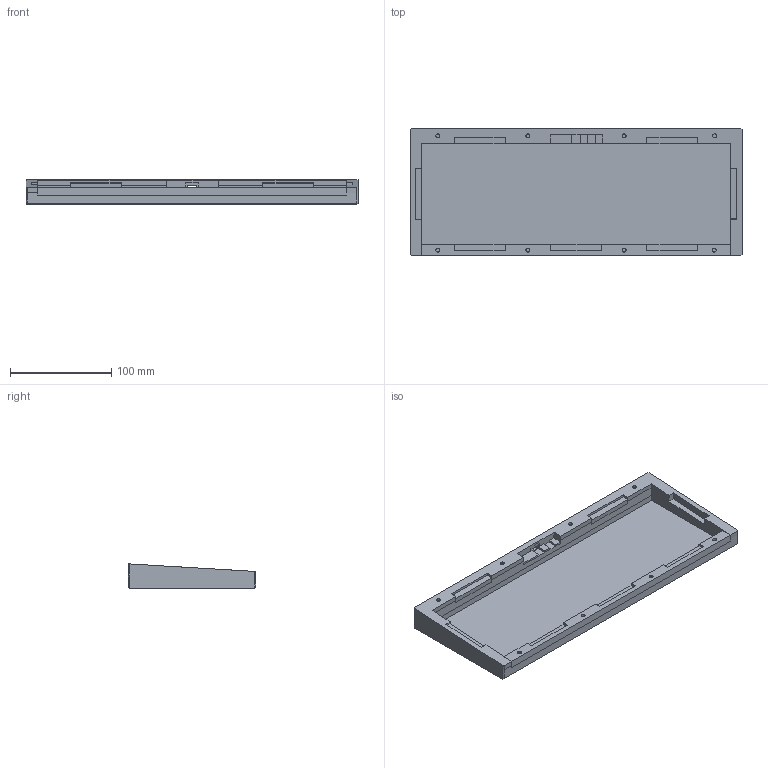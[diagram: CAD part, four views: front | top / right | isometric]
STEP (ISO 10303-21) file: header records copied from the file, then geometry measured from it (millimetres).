
FILE_DESCRIPTION(/* description */ (''),/* implementation_level */ '2;1');
FILE_NAME(/* name */ 'Gas67 Bottom Case.step',/* time_stamp */ '2023-01-12T22:24:20+07:00',/* author */ (''),/* organization */ (''),/* preprocessor_version */ 'ST-DEVELOPER v19.2',/* originating_system */ 'Autodesk Translation Framework v11.17.0.187',/* authorisation */ '');
FILE_SCHEMA (('AUTOMOTIVE_DESIGN { 1 0 10303 214 3 1 1 }'));
Length unit declared in the file: millimetre
Products named in the file (1): Gas67 Design
Bounding box: 328 x 126.3 x 23.99 mm (x, y, z)
Volume: 300279.8 mm3; surface area: 115162.2 mm2
Topology: 1 solids, 1 shells, 118 faces, 308 edges, 198 vertices
Faces by surface type: plane 110, cylinder 8
Full cylindrical faces by diameter (mm): 4 x8
Entity records: 3569 total; most frequent: CARTESIAN_POINT 625, ORIENTED_EDGE 616, DIRECTION 562, EDGE_CURVE 308, LINE 292, VECTOR 292, VERTEX_POINT 198, AXIS2_PLACEMENT_3D 135
